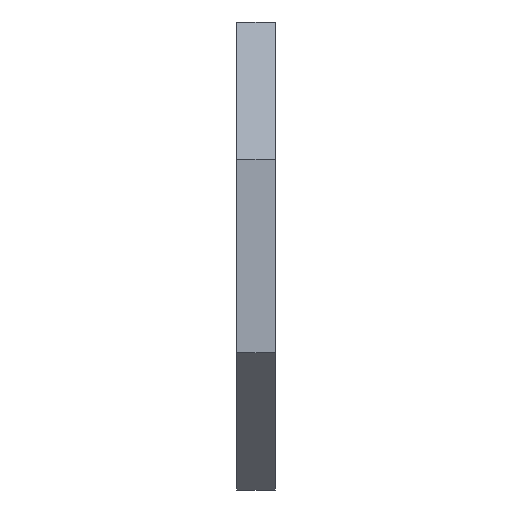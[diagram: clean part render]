
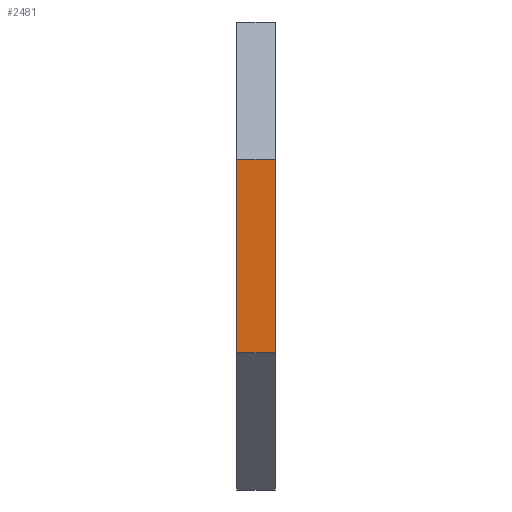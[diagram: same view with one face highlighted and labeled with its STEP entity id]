
A CAD part, left-side view. The second image highlights one B-rep face of the part: STEP entity #2481.
In plain terms, the highlighted planar face has unit normal (-1, 0, 0).
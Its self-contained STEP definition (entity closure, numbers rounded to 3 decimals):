
#119=PLANE('',#2730);
#241=FACE_OUTER_BOUND('',#385,.T.);
#385=EDGE_LOOP('',(#2217,#2218,#2219,#2220));
#557=LINE('',#3905,#807);
#649=LINE('',#4127,#899);
#650=LINE('',#4130,#900);
#651=LINE('',#4131,#901);
#807=VECTOR('',#3184,10.);
#899=VECTOR('',#3412,10.);
#900=VECTOR('',#3415,10.);
#901=VECTOR('',#3416,10.);
#1183=VERTEX_POINT('',#3902);
#1184=VERTEX_POINT('',#3904);
#1246=VERTEX_POINT('',#4125);
#1247=VERTEX_POINT('',#4129);
#1480=EDGE_CURVE('',#1184,#1183,#557,.T.);
#1593=EDGE_CURVE('',#1183,#1246,#649,.T.);
#1594=EDGE_CURVE('',#1247,#1246,#650,.T.);
#1595=EDGE_CURVE('',#1184,#1247,#651,.T.);
#2217=ORIENTED_EDGE('',*,*,#1480,.T.);
#2218=ORIENTED_EDGE('',*,*,#1593,.T.);
#2219=ORIENTED_EDGE('',*,*,#1594,.F.);
#2220=ORIENTED_EDGE('',*,*,#1595,.F.);
#2481=ADVANCED_FACE('',(#241),#119,.T.);
#2730=AXIS2_PLACEMENT_3D('',#4128,#3413,#3414);
#3184=DIRECTION('',(0.,0.,-1.));
#3412=DIRECTION('',(0.,-1.,0.));
#3413=DIRECTION('center_axis',(-1.,0.,0.));
#3414=DIRECTION('ref_axis',(0.,0.,-1.));
#3415=DIRECTION('',(0.,0.,-1.));
#3416=DIRECTION('',(0.,-1.,0.));
#3902=CARTESIAN_POINT('',(-60.,-85.,-120.444));
#3904=CARTESIAN_POINT('',(-60.,-85.,-70.739));
#3905=CARTESIAN_POINT('',(-60.,-85.,-70.739));
#4125=CARTESIAN_POINT('',(-60.,-95.,-120.444));
#4127=CARTESIAN_POINT('',(-60.,-85.,-120.444));
#4128=CARTESIAN_POINT('Origin',(-60.,-85.,-70.739));
#4129=CARTESIAN_POINT('',(-60.,-95.,-70.739));
#4130=CARTESIAN_POINT('',(-60.,-95.,-70.739));
#4131=CARTESIAN_POINT('',(-60.,-85.,-70.739));
